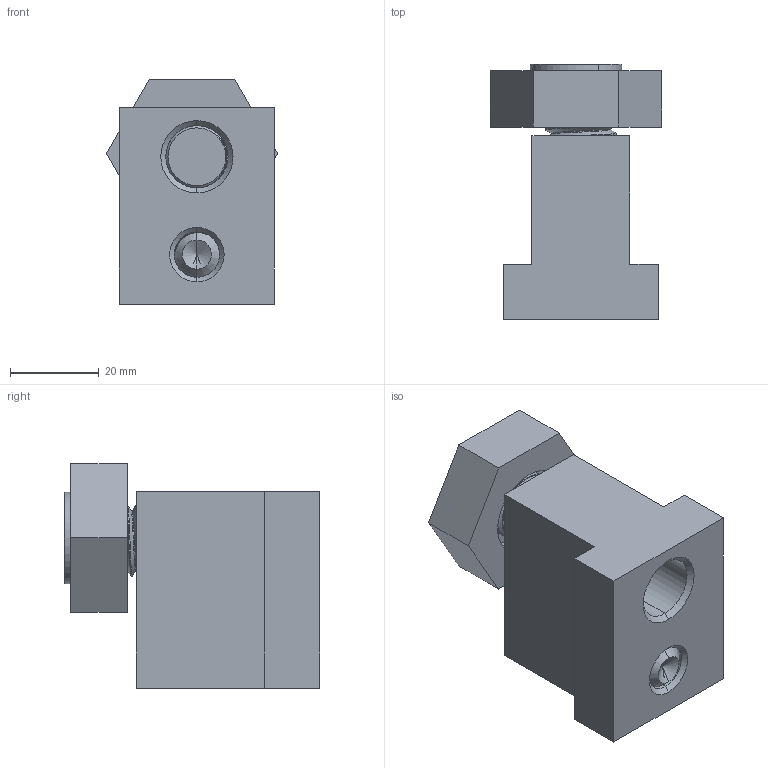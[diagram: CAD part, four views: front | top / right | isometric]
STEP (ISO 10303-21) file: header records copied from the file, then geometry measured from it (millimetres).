
FILE_DESCRIPTION (( 'STEP AP214' ), '1' );
FILE_NAME ('50436.STEP', '2020-10-08T14:00:05', ( 'Mike W' ), ( '' ), 'SwSTEP 2.0', 'SolidWorks 2018', '' );
FILE_SCHEMA (( 'AUTOMOTIVE_DESIGN' ));
Length unit declared in the file: inch
Products named in the file (7): TSN-Nut Bodies (Std Configured)_507221; 50436; 50216_50216; 50373_50373; 10592_10592; (TSN) T-Nut Assemblies (English& Metric Configured)_50722; M1235MM SSS_M1235MM SSS
Assembly tree (6 placements, depth 3):
  50436
    (TSN) T-Nut Assemblies (English& Metric Configured)_50722
      TSN-Nut Bodies (Std Configured)_507221
      M1235MM SSS_M1235MM SSS
    50216_50216
      10592_10592
      50373_50373
Bounding box: 38.49 x 57.48 x 50.45 mm (x, y, z)
Volume: 55943.6 mm3; surface area: 21119.2 mm2
Topology: 4 solids, 4 shells, 163 faces, 416 edges, 261 vertices
Faces by surface type: cylinder 78, plane 48, cone 31, bspline 6
Entity records: 12294 total; most frequent: CARTESIAN_POINT 8488, ORIENTED_EDGE 824, DIRECTION 643, EDGE_CURVE 412, VERTEX_POINT 261, AXIS2_PLACEMENT_3D 226, VECTOR 191, LINE 191
